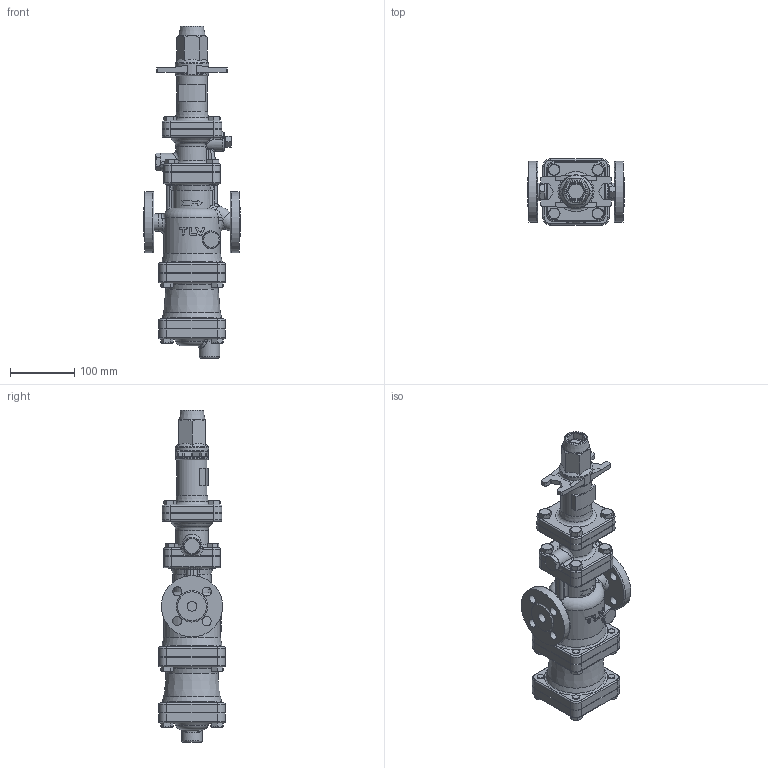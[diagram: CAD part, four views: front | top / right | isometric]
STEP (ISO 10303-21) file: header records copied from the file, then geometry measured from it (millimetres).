
FILE_DESCRIPTION((''),'2;1');
FILE_NAME('cos21-015-e0025-00.stp','2009-09-03T15:06:04',('nakaot'),(''),'Autodesk Inventor 2008','Autodesk Inventor 2008','');
FILE_SCHEMA(('AUTOMOTIVE_DESIGN { 1 0 10303 214 1 1 1 1 }'));
Length unit declared in the file: millimetre
Products named in the file (1): cos21-015-e0025-00
Bounding box: 150 x 103 x 515 mm (x, y, z)
Volume: 2689635.8 mm3; surface area: 275791.8 mm2
Topology: 1 solids, 1 shells, 774 faces, 1867 edges, 1149 vertices
Faces by surface type: plane 299, bspline 194, cylinder 184, torus 52, cone 45
Full cylindrical faces by diameter (mm): 10 x28, 15 x2, 26 x1, 27 x1, 32 x1, 48 x1, 52 x1, 60 x1, 70 x1, 80 x1, 88 x1, 90 x1, 95 x2
Entity records: 42969 total; most frequent: CARTESIAN_POINT 26768, ORIENTED_EDGE 3402, DIRECTION 3051, EDGE_CURVE 1701, AXIS2_PLACEMENT_3D 1203, VERTEX_POINT 1117, EDGE_LOOP 1010, FACE_OUTER_BOUND 774
